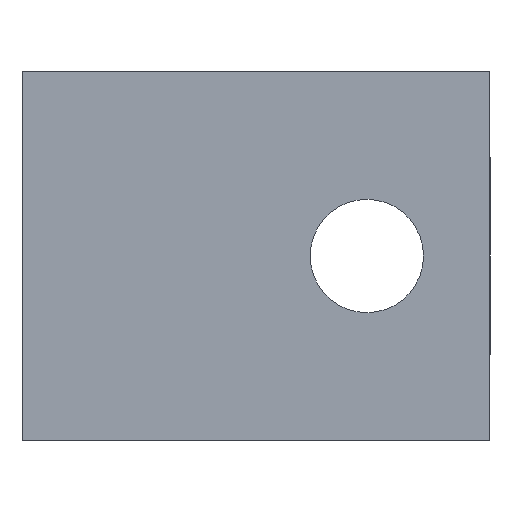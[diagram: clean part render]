
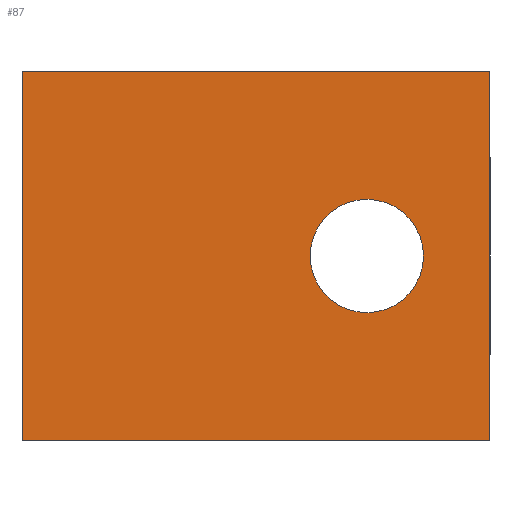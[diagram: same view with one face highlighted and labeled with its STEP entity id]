
A CAD part, front view. The second image highlights one B-rep face of the part: STEP entity #87.
In plain terms, the highlighted planar face has unit normal (0, -1, 0).
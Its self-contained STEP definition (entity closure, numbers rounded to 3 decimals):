
#33 = EDGE_LOOP ( 'NONE', ( #399, #913, #165, #151 ) ) ;
#86 = DIRECTION ( 'NONE',  ( 0., 0., 1. ) ) ;
#87 = ADVANCED_FACE ( 'NONE', ( #958, #292 ), #866, .F. ) ;
#96 = AXIS2_PLACEMENT_3D ( 'NONE', #940, #932, #86 ) ;
#128 = EDGE_CURVE ( 'NONE', #1073, #173, #656, .T. ) ;
#143 = DIRECTION ( 'NONE',  ( 0., 0., 1. ) ) ;
#151 = ORIENTED_EDGE ( 'NONE', *, *, #175, .T. ) ;
#161 = CARTESIAN_POINT ( 'NONE',  ( 0., -41., 7.5 ) ) ;
#165 = ORIENTED_EDGE ( 'NONE', *, *, #618, .F. ) ;
#169 = LINE ( 'NONE', #841, #261 ) ;
#173 = VERTEX_POINT ( 'NONE', #663 ) ;
#175 = EDGE_CURVE ( 'NONE', #836, #1090, #169, .T. ) ;
#193 = VERTEX_POINT ( 'NONE', #272 ) ;
#261 = VECTOR ( 'NONE', #847, 1000. ) ;
#263 = EDGE_CURVE ( 'NONE', #732, #193, #516, .T. ) ;
#270 = CARTESIAN_POINT ( 'NONE',  ( 14., -41., -2.3 ) ) ;
#272 = CARTESIAN_POINT ( 'NONE',  ( 19., -41., -7.5 ) ) ;
#292 = FACE_OUTER_BOUND ( 'NONE', #33, .T. ) ;
#324 = ORIENTED_EDGE ( 'NONE', *, *, #128, .T. ) ;
#337 = EDGE_LOOP ( 'NONE', ( #1103, #324 ) ) ;
#385 = CARTESIAN_POINT ( 'NONE',  ( 14., -41., 0. ) ) ;
#399 = ORIENTED_EDGE ( 'NONE', *, *, #877, .T. ) ;
#422 = CIRCLE ( 'NONE', #1118, 2.3 ) ;
#427 = CARTESIAN_POINT ( 'NONE',  ( 0., -41., -7.5 ) ) ;
#462 = DIRECTION ( 'NONE',  ( 0., 1., 0. ) ) ;
#516 = LINE ( 'NONE', #1065, #1076 ) ;
#567 = LINE ( 'NONE', #1126, #1238 ) ;
#618 = EDGE_CURVE ( 'NONE', #836, #732, #567, .T. ) ;
#619 = VECTOR ( 'NONE', #1109, 1000. ) ;
#629 = CARTESIAN_POINT ( 'NONE',  ( 14., -41., 0. ) ) ;
#656 = CIRCLE ( 'NONE', #935, 2.3 ) ;
#663 = CARTESIAN_POINT ( 'NONE',  ( 14., -41., 2.3 ) ) ;
#701 = LINE ( 'NONE', #427, #619 ) ;
#732 = VERTEX_POINT ( 'NONE', #967 ) ;
#798 = DIRECTION ( 'NONE',  ( 0., 1., 0. ) ) ;
#816 = EDGE_CURVE ( 'NONE', #173, #1073, #422, .T. ) ;
#836 = VERTEX_POINT ( 'NONE', #161 ) ;
#841 = CARTESIAN_POINT ( 'NONE',  ( 0., -41., 7.5 ) ) ;
#847 = DIRECTION ( 'NONE',  ( 0., 0., -1. ) ) ;
#866 = PLANE ( 'NONE',  #96 ) ;
#877 = EDGE_CURVE ( 'NONE', #1090, #193, #701, .T. ) ;
#895 = DIRECTION ( 'NONE',  ( 0., 0., -1. ) ) ;
#913 = ORIENTED_EDGE ( 'NONE', *, *, #263, .F. ) ;
#932 = DIRECTION ( 'NONE',  ( 0., 1., 0. ) ) ;
#935 = AXIS2_PLACEMENT_3D ( 'NONE', #385, #462, #1127 ) ;
#940 = CARTESIAN_POINT ( 'NONE',  ( 0., -41., 7.5 ) ) ;
#958 = FACE_BOUND ( 'NONE', #337, .T. ) ;
#967 = CARTESIAN_POINT ( 'NONE',  ( 19., -41., 7.5 ) ) ;
#1065 = CARTESIAN_POINT ( 'NONE',  ( 19., -41., 7.5 ) ) ;
#1073 = VERTEX_POINT ( 'NONE', #270 ) ;
#1076 = VECTOR ( 'NONE', #895, 1000. ) ;
#1090 = VERTEX_POINT ( 'NONE', #1148 ) ;
#1103 = ORIENTED_EDGE ( 'NONE', *, *, #816, .T. ) ;
#1109 = DIRECTION ( 'NONE',  ( 1., 0., 0. ) ) ;
#1118 = AXIS2_PLACEMENT_3D ( 'NONE', #629, #798, #143 ) ;
#1126 = CARTESIAN_POINT ( 'NONE',  ( 0., -41., 7.5 ) ) ;
#1127 = DIRECTION ( 'NONE',  ( 0., 0., 1. ) ) ;
#1132 = DIRECTION ( 'NONE',  ( 1., 0., 0. ) ) ;
#1148 = CARTESIAN_POINT ( 'NONE',  ( 0., -41., -7.5 ) ) ;
#1238 = VECTOR ( 'NONE', #1132, 1000. ) ;
